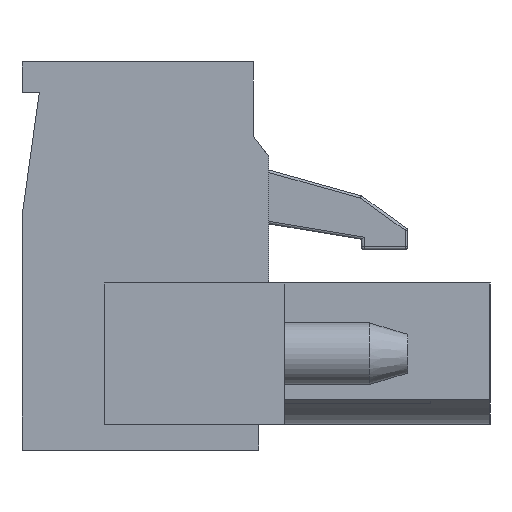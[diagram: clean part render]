
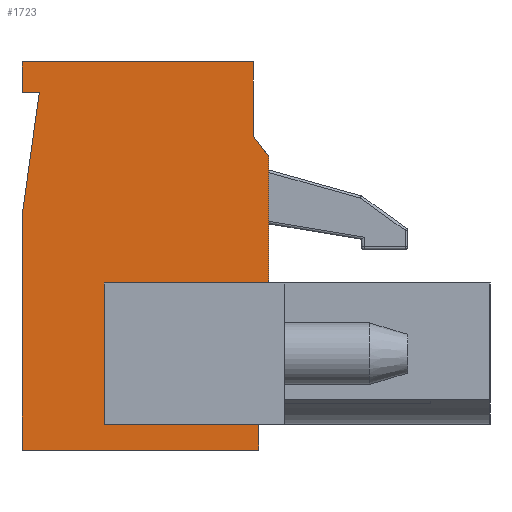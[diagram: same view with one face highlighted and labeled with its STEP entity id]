
A CAD part, left-side view. The second image highlights one B-rep face of the part: STEP entity #1723.
In plain terms, the highlighted planar face has unit normal (-1, 0, 0).
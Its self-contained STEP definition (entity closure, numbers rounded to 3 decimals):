
#1723 = ADVANCED_FACE( '', ( #3903 ), #3904, .F. );
#3903 = FACE_OUTER_BOUND( '', #6680, .T. );
#3904 = PLANE( '', #6681 );
#6680 = EDGE_LOOP( '', ( #11182, #11183, #11184, #11185, #11186, #11187, #11188, #11189, #11190, #11191, #11192, #11193, #11194 ) );
#6681 = AXIS2_PLACEMENT_3D( '', #11195, #11196, #11197 );
#11182 = ORIENTED_EDGE( '', *, *, #18191, .F. );
#11183 = ORIENTED_EDGE( '', *, *, #18192, .F. );
#11184 = ORIENTED_EDGE( '', *, *, #18193, .F. );
#11185 = ORIENTED_EDGE( '', *, *, #17865, .F. );
#11186 = ORIENTED_EDGE( '', *, *, #18194, .F. );
#11187 = ORIENTED_EDGE( '', *, *, #18195, .F. );
#11188 = ORIENTED_EDGE( '', *, *, #18196, .F. );
#11189 = ORIENTED_EDGE( '', *, *, #18197, .F. );
#11190 = ORIENTED_EDGE( '', *, *, #18112, .F. );
#11191 = ORIENTED_EDGE( '', *, *, #18198, .F. );
#11192 = ORIENTED_EDGE( '', *, *, #18199, .F. );
#11193 = ORIENTED_EDGE( '', *, *, #18200, .F. );
#11194 = ORIENTED_EDGE( '', *, *, #17210, .F. );
#11195 = CARTESIAN_POINT( '', ( -20., 0., 0. ) );
#11196 = DIRECTION( '', ( 1., 0., 0. ) );
#11197 = DIRECTION( '', ( 0., 0., -1. ) );
#17210 = EDGE_CURVE( '', #20826, #20827, #20828, .T. );
#17865 = EDGE_CURVE( '', #21915, #21918, #21919, .T. );
#18112 = EDGE_CURVE( '', #22307, #22309, #22310, .T. );
#18191 = EDGE_CURVE( '', #22432, #20826, #22433, .T. );
#18192 = EDGE_CURVE( '', #22434, #22432, #22435, .T. );
#18193 = EDGE_CURVE( '', #21918, #22434, #22436, .T. );
#18194 = EDGE_CURVE( '', #22437, #21915, #22438, .T. );
#18195 = EDGE_CURVE( '', #22439, #22437, #22440, .T. );
#18196 = EDGE_CURVE( '', #22441, #22439, #22442, .T. );
#18197 = EDGE_CURVE( '', #22309, #22441, #22443, .T. );
#18198 = EDGE_CURVE( '', #22444, #22307, #22445, .T. );
#18199 = EDGE_CURVE( '', #22446, #22444, #22447, .T. );
#18200 = EDGE_CURVE( '', #20827, #22446, #22448, .T. );
#20826 = VERTEX_POINT( '', #25927 );
#20827 = VERTEX_POINT( '', #25928 );
#20828 = LINE( '', #25929, #25930 );
#21915 = VERTEX_POINT( '', #27477 );
#21918 = VERTEX_POINT( '', #27481 );
#21919 = LINE( '', #27482, #27483 );
#22307 = VERTEX_POINT( '', #28052 );
#22309 = VERTEX_POINT( '', #28055 );
#22310 = LINE( '', #28056, #28057 );
#22432 = VERTEX_POINT( '', #28232 );
#22433 = LINE( '', #28233, #28234 );
#22434 = VERTEX_POINT( '', #28235 );
#22435 = LINE( '', #28236, #28237 );
#22436 = LINE( '', #28238, #28239 );
#22437 = VERTEX_POINT( '', #28240 );
#22438 = LINE( '', #28241, #28242 );
#22439 = VERTEX_POINT( '', #28243 );
#22440 = LINE( '', #28244, #28245 );
#22441 = VERTEX_POINT( '', #28246 );
#22442 = LINE( '', #28247, #28248 );
#22443 = LINE( '', #28249, #28250 );
#22444 = VERTEX_POINT( '', #28251 );
#22445 = LINE( '', #28252, #28253 );
#22446 = VERTEX_POINT( '', #28254 );
#22447 = LINE( '', #28255, #28256 );
#22448 = LINE( '', #28257, #28258 );
#25927 = CARTESIAN_POINT( '', ( -20., 0.4, -2.25 ) );
#25928 = CARTESIAN_POINT( '', ( -20., 0.4, -3.25 ) );
#25929 = CARTESIAN_POINT( '', ( -20., 0.4, 0. ) );
#25930 = VECTOR( '', #31808, 1000. );
#27477 = CARTESIAN_POINT( '', ( -20., 0., 8.15 ) );
#27481 = CARTESIAN_POINT( '', ( -20., 0., 3.25 ) );
#27482 = CARTESIAN_POINT( '', ( -20., 0., 11.85 ) );
#27483 = VECTOR( '', #32511, 1000. );
#28052 = CARTESIAN_POINT( '', ( -20., 8.925, 10.65 ) );
#28055 = CARTESIAN_POINT( '', ( -20., 9.6, 10.65 ) );
#28056 = CARTESIAN_POINT( '', ( -20., 0., 10.65 ) );
#28057 = VECTOR( '', #32750, 1000. );
#28232 = CARTESIAN_POINT( '', ( -20., 6.4, -2.25 ) );
#28233 = CARTESIAN_POINT( '', ( -20., 6.4, -2.25 ) );
#28234 = VECTOR( '', #32837, 1000. );
#28235 = CARTESIAN_POINT( '', ( -20., 6.4, 3.25 ) );
#28236 = CARTESIAN_POINT( '', ( -20., 6.4, 3.25 ) );
#28237 = VECTOR( '', #32838, 1000. );
#28238 = CARTESIAN_POINT( '', ( -20., -0.6, 3.25 ) );
#28239 = VECTOR( '', #32839, 1000. );
#28240 = CARTESIAN_POINT( '', ( -20., 0.6, 8.95 ) );
#28241 = CARTESIAN_POINT( '', ( -20., -3.912, 2.934 ) );
#28242 = VECTOR( '', #32840, 1000. );
#28243 = CARTESIAN_POINT( '', ( -20., 0.6, 11.85 ) );
#28244 = CARTESIAN_POINT( '', ( -20., 0.6, 0. ) );
#28245 = VECTOR( '', #32841, 1000. );
#28246 = CARTESIAN_POINT( '', ( -20., 9.6, 11.85 ) );
#28247 = CARTESIAN_POINT( '', ( -20., 9.6, 11.85 ) );
#28248 = VECTOR( '', #32842, 1000. );
#28249 = CARTESIAN_POINT( '', ( -20., 9.6, -3.25 ) );
#28250 = VECTOR( '', #32843, 1000. );
#28251 = CARTESIAN_POINT( '', ( -20., 9.6, 5.85 ) );
#28252 = CARTESIAN_POINT( '', ( -20., 10.22, 1.436 ) );
#28253 = VECTOR( '', #32844, 1000. );
#28254 = CARTESIAN_POINT( '', ( -20., 9.6, -3.25 ) );
#28255 = CARTESIAN_POINT( '', ( -20., 9.6, -3.25 ) );
#28256 = VECTOR( '', #32845, 1000. );
#28257 = CARTESIAN_POINT( '', ( -20., -8.6, -3.25 ) );
#28258 = VECTOR( '', #32846, 1000. );
#31808 = DIRECTION( '', ( 0., 0., -1. ) );
#32511 = DIRECTION( '', ( 0., 0., -1. ) );
#32750 = DIRECTION( '', ( 0., 1., 0. ) );
#32837 = DIRECTION( '', ( 0., -1., 0. ) );
#32838 = DIRECTION( '', ( 0., 0., -1. ) );
#32839 = DIRECTION( '', ( 0., 1., 0. ) );
#32840 = DIRECTION( '', ( 0., -0.6, -0.8 ) );
#32841 = DIRECTION( '', ( 0., 0., -1. ) );
#32842 = DIRECTION( '', ( 0., -1., 0. ) );
#32843 = DIRECTION( '', ( 0., 0., 1. ) );
#32844 = DIRECTION( '', ( 0., -0.139, 0.99 ) );
#32845 = DIRECTION( '', ( 0., 0., 1. ) );
#32846 = DIRECTION( '', ( 0., 1., 0. ) );
